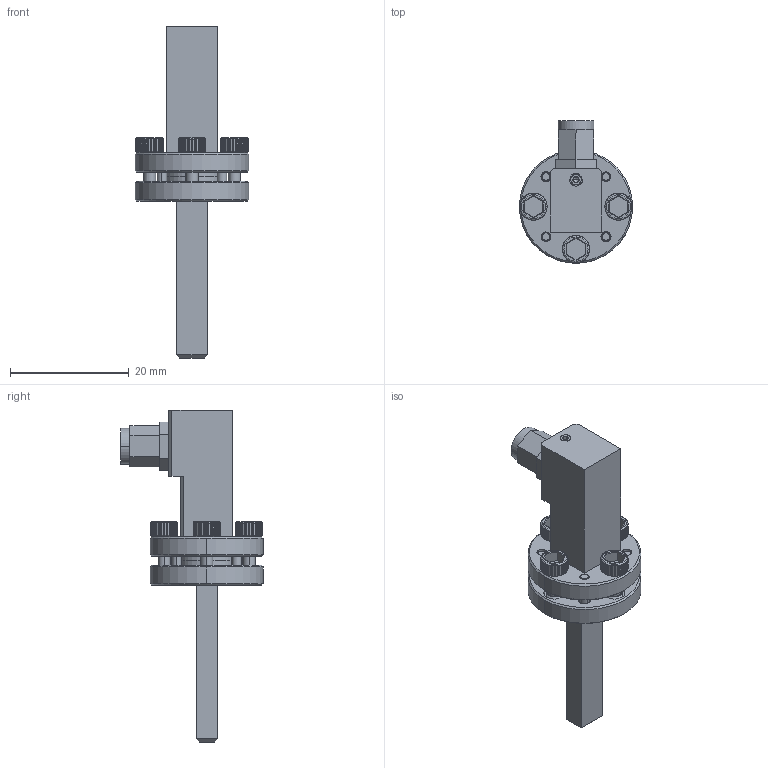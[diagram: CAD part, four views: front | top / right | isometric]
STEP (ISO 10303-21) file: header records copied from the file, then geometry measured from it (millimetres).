
FILE_DESCRIPTION (( 'STEP AP203' ), '1' );
FILE_NAME ('SAP-121M-R2.STEP', '2019-02-07T23:11:43', ( '' ), ( '' ), 'SwSTEP 2.0', 'SolidWorks 2016', '' );
FILE_SCHEMA (( 'CONFIG_CONTROL_DESIGN' ));
Length unit declared in the file: inch
Products named in the file (1): SAP-121M-R2
Bounding box: 19.05 x 23.96 x 55.88 mm (x, y, z)
Volume: 4498.7 mm3; surface area: 4409.4 mm2
Topology: 12 solids, 12 shells, 859 faces, 2288 edges, 1482 vertices
Faces by surface type: plane 494, cylinder 268, cone 87, torus 8, bspline 2
Entity records: 28247 total; most frequent: CARTESIAN_POINT 7934, ORIENTED_EDGE 4568, DIRECTION 3746, EDGE_CURVE 2284, VERTEX_POINT 1482, AXIS2_PLACEMENT_3D 1421, EDGE_LOOP 926, VECTOR 904
